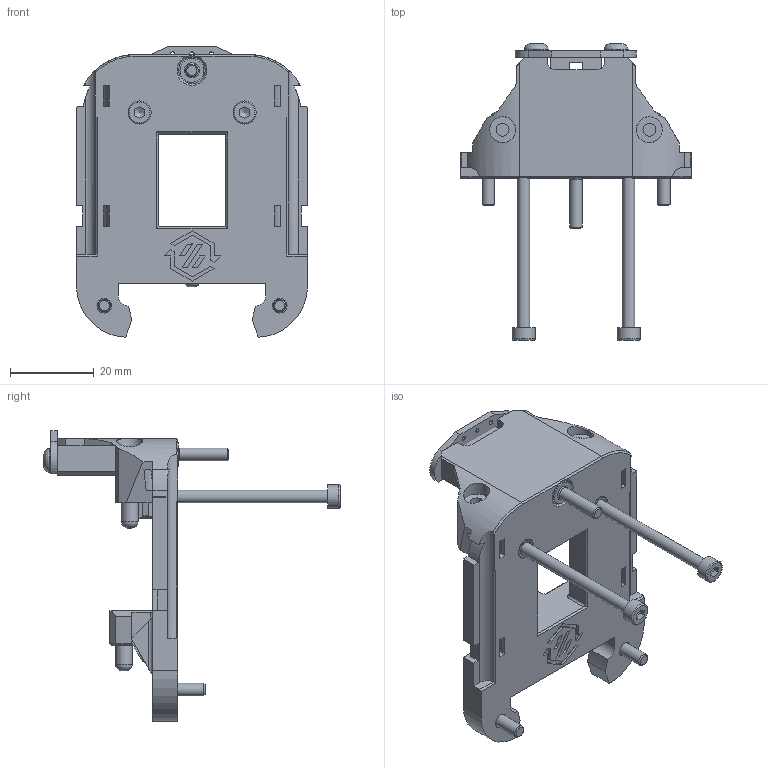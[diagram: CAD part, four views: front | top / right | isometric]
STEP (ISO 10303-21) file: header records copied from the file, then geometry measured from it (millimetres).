
FILE_DESCRIPTION(/* description */ (''),/* implementation_level */ '2;1');
FILE_NAME(/* name */ 'DragonBurner.step',/* time_stamp */ '2024-07-11T16:13:58+01:00',/* author */ (''),/* organization */ (''),/* preprocessor_version */ 'ST-DEVELOPER v20',/* originating_system */ 'Autodesk Translation Framework v13.14.0.145',/* authorisation */ '');
FILE_SCHEMA (('AUTOMOTIVE_DESIGN { 1 0 10303 214 3 1 1 }'));
Length unit declared in the file: millimetre
Products named in the file (18): DragonBurner SC V1.1R2; Backplate; Plate; Hardware (2); Tap_Sensor; Board; Sensor; M3x6 BHCS (2); M3x6 FHCS (7) (1); M3x6 FHCS (7) (1) (1); Pins 4x12 Rounded; 3x6mm Magnet (1) (3) (2) (1); M3x40 SHCS (15) (1); M3 Threaded Insert (3); M3x12 BHCS (2) (1) (1); M3x10 BHCS (2) (1); Pins 4x12 Rounded (1); Pins 4x12 Rounded (2)
Assembly tree (21 placements, depth 4):
  DragonBurner SC V1.1R2
    Backplate
      Plate
    Hardware (2)
      Tap_Sensor
        Board
        Sensor
        M3x6 BHCS (2)  x2
      M3x6 FHCS (7) (1)
      M3x6 FHCS (7) (1) (1)
      Pins 4x12 Rounded
      3x6mm Magnet (1) (3) (2) (1)
      M3x40 SHCS (15) (1)  x2
      M3x10 BHCS (2) (1)  x2
      M3 Threaded Insert (3)  x2
      M3x12 BHCS (2) (1) (1)
      Pins 4x12 Rounded (1)
      Pins 4x12 Rounded (2)
Bounding box: 55 x 70.63 x 69.19 mm (x, y, z)
Volume: 26295.3 mm3; surface area: 15974.7 mm2
Topology: 18 solids, 18 shells, 799 faces, 2136 edges, 1407 vertices
Faces by surface type: plane 403, bspline 164, cylinder 160, cone 63, torus 9
Full cylindrical faces by diameter (mm): 0.87 x5, 1 x3, 2.8 x4, 2.9 x2, 3 x9, 3.1 x3, 3.2 x2, 3.5 x2, 4 x3, 4.1 x2, 4.25 x4, 4.7 x2, 5.5 x2, 5.54 x2, 5.7 x5, 6 x1, 6.1 x1, 6.2 x2, 6.3 x3
Entity records: 25014 total; most frequent: CARTESIAN_POINT 9205, ORIENTED_EDGE 3314, DIRECTION 2984, EDGE_CURVE 1657, VERTEX_POINT 1093, LINE 1020, VECTOR 1020, AXIS2_PLACEMENT_3D 982
